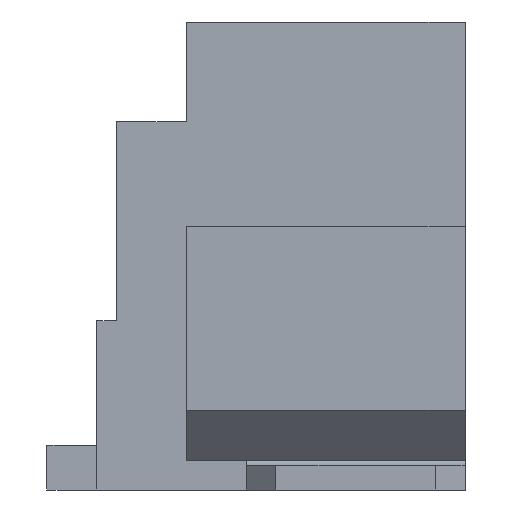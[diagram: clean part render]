
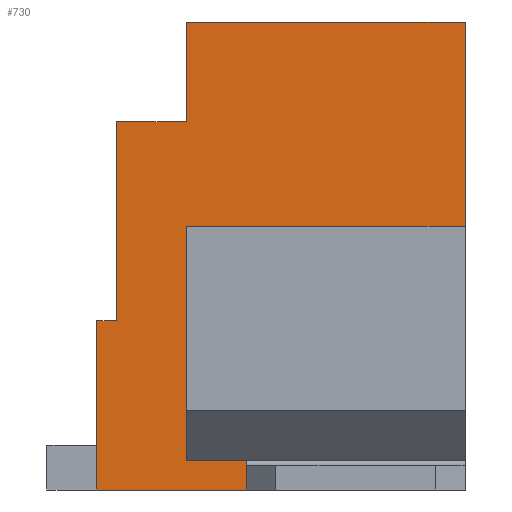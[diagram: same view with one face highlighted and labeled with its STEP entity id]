
A CAD part, left-side view. The second image highlights one B-rep face of the part: STEP entity #730.
In plain terms, the highlighted planar face has unit normal (-1, 0, 0).
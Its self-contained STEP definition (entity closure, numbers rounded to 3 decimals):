
#32 = VERTEX_POINT('',#33);
#33 = CARTESIAN_POINT('',(-4.,0.2,4.7));
#39 = EDGE_CURVE('',#32,#40,#42,.T.);
#40 = VERTEX_POINT('',#41);
#41 = CARTESIAN_POINT('',(-4.,-2.6,4.7));
#42 = LINE('',#43,#44);
#43 = CARTESIAN_POINT('',(-4.,1.1,4.7));
#44 = VECTOR('',#45,1.);
#45 = DIRECTION('',(0.,-1.,0.));
#183 = VERTEX_POINT('',#184);
#184 = CARTESIAN_POINT('',(-4.,-2.6,0.35));
#190 = EDGE_CURVE('',#183,#191,#193,.T.);
#191 = VERTEX_POINT('',#192);
#192 = CARTESIAN_POINT('',(-4.,-2.6,0.));
#193 = LINE('',#194,#195);
#194 = CARTESIAN_POINT('',(-4.,-2.6,1.6));
#195 = VECTOR('',#196,1.);
#196 = DIRECTION('',(0.,0.,-1.));
#639 = EDGE_CURVE('',#640,#40,#642,.T.);
#640 = VERTEX_POINT('',#641);
#641 = CARTESIAN_POINT('',(-4.,-2.6,2.65));
#642 = LINE('',#643,#644);
#643 = CARTESIAN_POINT('',(-4.,-2.6,0.));
#644 = VECTOR('',#645,1.);
#645 = DIRECTION('',(0.,0.,1.));
#730 = ADVANCED_FACE('',(#731),#820,.T.);
#731 = FACE_BOUND('',#732,.T.);
#732 = EDGE_LOOP('',(#733,#743,#749,#750,#758,#766,#774,#782,#788,#789,
#790,#798,#806,#814));
#733 = ORIENTED_EDGE('',*,*,#734,.F.);
#734 = EDGE_CURVE('',#735,#737,#739,.T.);
#735 = VERTEX_POINT('',#736);
#736 = CARTESIAN_POINT('',(-4.,1.1,0.));
#737 = VERTEX_POINT('',#738);
#738 = CARTESIAN_POINT('',(-4.,1.1,1.7));
#739 = LINE('',#740,#741);
#740 = CARTESIAN_POINT('',(-4.,1.1,0.));
#741 = VECTOR('',#742,1.);
#742 = DIRECTION('',(0.,0.,1.));
#743 = ORIENTED_EDGE('',*,*,#744,.T.);
#744 = EDGE_CURVE('',#735,#191,#745,.T.);
#745 = LINE('',#746,#747);
#746 = CARTESIAN_POINT('',(-4.,1.1,0.));
#747 = VECTOR('',#748,1.);
#748 = DIRECTION('',(0.,-1.,0.));
#749 = ORIENTED_EDGE('',*,*,#190,.F.);
#750 = ORIENTED_EDGE('',*,*,#751,.F.);
#751 = EDGE_CURVE('',#752,#183,#754,.T.);
#752 = VERTEX_POINT('',#753);
#753 = CARTESIAN_POINT('',(-4.,-0.4,0.35));
#754 = LINE('',#755,#756);
#755 = CARTESIAN_POINT('',(-4.,-0.4,0.35));
#756 = VECTOR('',#757,1.);
#757 = DIRECTION('',(0.,-1.,0.));
#758 = ORIENTED_EDGE('',*,*,#759,.T.);
#759 = EDGE_CURVE('',#752,#760,#762,.T.);
#760 = VERTEX_POINT('',#761);
#761 = CARTESIAN_POINT('',(-4.,-0.4,0.3));
#762 = LINE('',#763,#764);
#763 = CARTESIAN_POINT('',(-4.,-0.4,1.6));
#764 = VECTOR('',#765,1.);
#765 = DIRECTION('',(0.,0.,-1.));
#766 = ORIENTED_EDGE('',*,*,#767,.T.);
#767 = EDGE_CURVE('',#760,#768,#770,.T.);
#768 = VERTEX_POINT('',#769);
#769 = CARTESIAN_POINT('',(-4.,0.2,0.3));
#770 = LINE('',#771,#772);
#771 = CARTESIAN_POINT('',(-4.,-2.6,0.3));
#772 = VECTOR('',#773,1.);
#773 = DIRECTION('',(0.,1.,0.));
#774 = ORIENTED_EDGE('',*,*,#775,.F.);
#775 = EDGE_CURVE('',#776,#768,#778,.T.);
#776 = VERTEX_POINT('',#777);
#777 = CARTESIAN_POINT('',(-4.,0.2,2.65));
#778 = LINE('',#779,#780);
#779 = CARTESIAN_POINT('',(-4.,0.2,2.65));
#780 = VECTOR('',#781,1.);
#781 = DIRECTION('',(0.,0.,-1.));
#782 = ORIENTED_EDGE('',*,*,#783,.F.);
#783 = EDGE_CURVE('',#640,#776,#784,.T.);
#784 = LINE('',#785,#786);
#785 = CARTESIAN_POINT('',(-4.,-2.6,2.65));
#786 = VECTOR('',#787,1.);
#787 = DIRECTION('',(0.,1.,0.));
#788 = ORIENTED_EDGE('',*,*,#639,.T.);
#789 = ORIENTED_EDGE('',*,*,#39,.F.);
#790 = ORIENTED_EDGE('',*,*,#791,.T.);
#791 = EDGE_CURVE('',#32,#792,#794,.T.);
#792 = VERTEX_POINT('',#793);
#793 = CARTESIAN_POINT('',(-4.,0.2,3.7));
#794 = LINE('',#795,#796);
#795 = CARTESIAN_POINT('',(-4.,0.2,4.7));
#796 = VECTOR('',#797,1.);
#797 = DIRECTION('',(-0.,-0.,-1.));
#798 = ORIENTED_EDGE('',*,*,#799,.F.);
#799 = EDGE_CURVE('',#800,#792,#802,.T.);
#800 = VERTEX_POINT('',#801);
#801 = CARTESIAN_POINT('',(-4.,0.9,3.7));
#802 = LINE('',#803,#804);
#803 = CARTESIAN_POINT('',(-4.,0.9,3.7));
#804 = VECTOR('',#805,1.);
#805 = DIRECTION('',(0.,-1.,0.));
#806 = ORIENTED_EDGE('',*,*,#807,.T.);
#807 = EDGE_CURVE('',#800,#808,#810,.T.);
#808 = VERTEX_POINT('',#809);
#809 = CARTESIAN_POINT('',(-4.,0.9,1.7));
#810 = LINE('',#811,#812);
#811 = CARTESIAN_POINT('',(-4.,0.9,4.7));
#812 = VECTOR('',#813,1.);
#813 = DIRECTION('',(-0.,-0.,-1.));
#814 = ORIENTED_EDGE('',*,*,#815,.F.);
#815 = EDGE_CURVE('',#737,#808,#816,.T.);
#816 = LINE('',#817,#818);
#817 = CARTESIAN_POINT('',(-4.,1.1,1.7));
#818 = VECTOR('',#819,1.);
#819 = DIRECTION('',(0.,-1.,0.));
#820 = PLANE('',#821);
#821 = AXIS2_PLACEMENT_3D('',#822,#823,#824);
#822 = CARTESIAN_POINT('',(-4.,-0.718,2.071));
#823 = DIRECTION('',(-1.,-0.,-0.));
#824 = DIRECTION('',(0.,0.,-1.));
